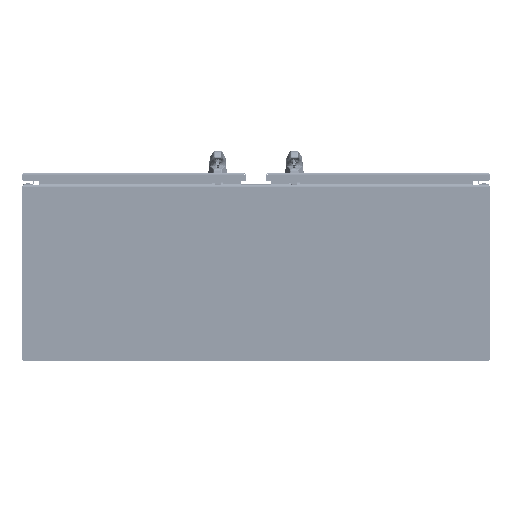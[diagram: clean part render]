
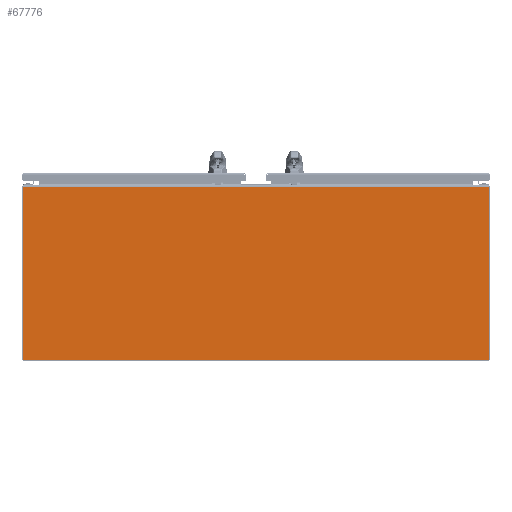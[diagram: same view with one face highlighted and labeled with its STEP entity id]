
A CAD part, front view. The second image highlights one B-rep face of the part: STEP entity #67776.
In plain terms, the highlighted face is planar.
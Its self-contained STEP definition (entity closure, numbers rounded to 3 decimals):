
#12079=PLANE('',#72001);
#14289=FACE_OUTER_BOUND('',#17300,.T.);
#17300=EDGE_LOOP('',(#53886,#53887,#53888,#53889));
#20531=LINE('',#96824,#25292);
#20536=LINE('',#96840,#25297);
#20539=LINE('',#96846,#25300);
#20540=LINE('',#96847,#25301);
#25292=VECTOR('',#78993,0.394);
#25297=VECTOR('',#79014,0.394);
#25300=VECTOR('',#79019,0.394);
#25301=VECTOR('',#79020,0.394);
#33678=VERTEX_POINT('',#96821);
#33679=VERTEX_POINT('',#96823);
#33682=VERTEX_POINT('',#96839);
#33684=VERTEX_POINT('',#96845);
#42959=EDGE_CURVE('',#33679,#33678,#20531,.T.);
#42967=EDGE_CURVE('',#33679,#33682,#20536,.T.);
#42970=EDGE_CURVE('',#33684,#33678,#20539,.T.);
#42971=EDGE_CURVE('',#33682,#33684,#20540,.T.);
#53886=ORIENTED_EDGE('',*,*,#42959,.T.);
#53887=ORIENTED_EDGE('',*,*,#42970,.F.);
#53888=ORIENTED_EDGE('',*,*,#42971,.F.);
#53889=ORIENTED_EDGE('',*,*,#42967,.F.);
#67776=ADVANCED_FACE('',(#14289),#12079,.F.);
#72001=AXIS2_PLACEMENT_3D('',#96844,#79017,#79018);
#78993=DIRECTION('',(1.,0.,0.));
#79014=DIRECTION('',(0.,-1.,0.));
#79017=DIRECTION('center_axis',(0.,0.,1.));
#79018=DIRECTION('ref_axis',(1.,0.,0.));
#79019=DIRECTION('',(0.,1.,0.));
#79020=DIRECTION('',(1.,0.,0.));
#96821=CARTESIAN_POINT('',(47.917,17.776,0.));
#96823=CARTESIAN_POINT('',(0.,17.776,0.));
#96824=CARTESIAN_POINT('',(11.979,17.776,0.));
#96839=CARTESIAN_POINT('',(0.,0.,0.));
#96840=CARTESIAN_POINT('',(0.,18.021,0.));
#96844=CARTESIAN_POINT('Origin',(23.959,9.011,0.));
#96845=CARTESIAN_POINT('',(47.917,0.,0.));
#96846=CARTESIAN_POINT('',(47.917,0.,0.));
#96847=CARTESIAN_POINT('',(0.,0.,0.));
